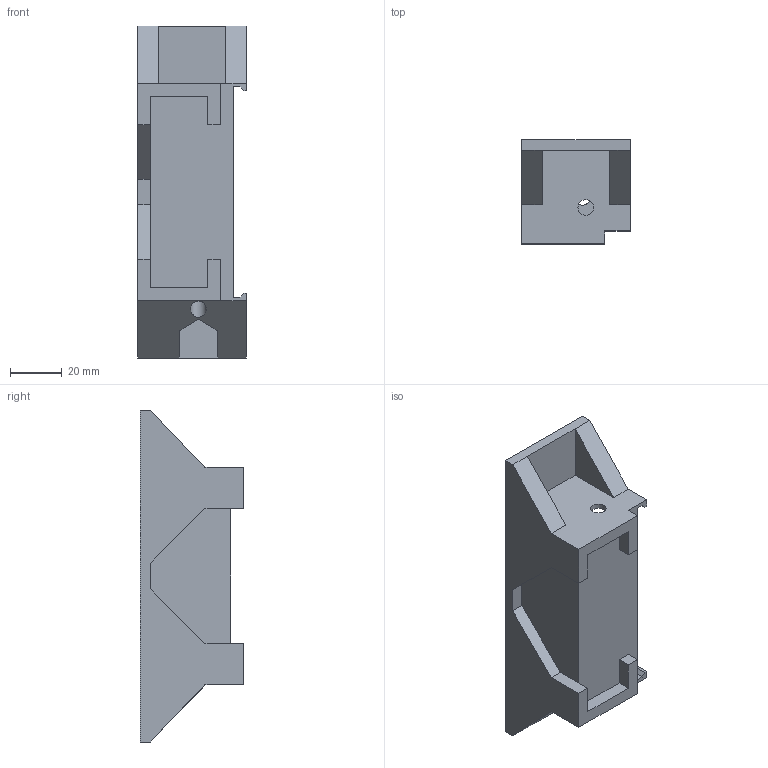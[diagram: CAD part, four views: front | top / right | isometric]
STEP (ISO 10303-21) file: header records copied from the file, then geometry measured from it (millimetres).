
FILE_DESCRIPTION(/* description */ (''),/* implementation_level */ '2;1');
FILE_NAME(/* name */ 'base 1.step',/* time_stamp */ '2025-03-16T20:37:13+01:00',/* author */ ('klawy'),/* organization */ (''),/* preprocessor_version */ 'ST-DEVELOPER v20',/* originating_system */ 'Autodesk Inventor 2025',/* authorisation */ '');
FILE_SCHEMA (('AUTOMOTIVE_DESIGN { 1 0 10303 214 3 1 1 }'));
Length unit declared in the file: millimetre
Products named in the file (1): base 1
Bounding box: 42 x 40 x 128.02 mm (x, y, z)
Volume: 71844.3 mm3; surface area: 27873.9 mm2
Topology: 1 solids, 1 shells, 73 faces, 206 edges, 133 vertices
Faces by surface type: plane 67, cylinder 4, cone 2
Full cylindrical faces by diameter (mm): 6 x2
Entity records: 2355 total; most frequent: CARTESIAN_POINT 429, ORIENTED_EDGE 412, DIRECTION 358, EDGE_CURVE 206, LINE 186, VECTOR 186, VERTEX_POINT 133, AXIS2_PLACEMENT_3D 86
